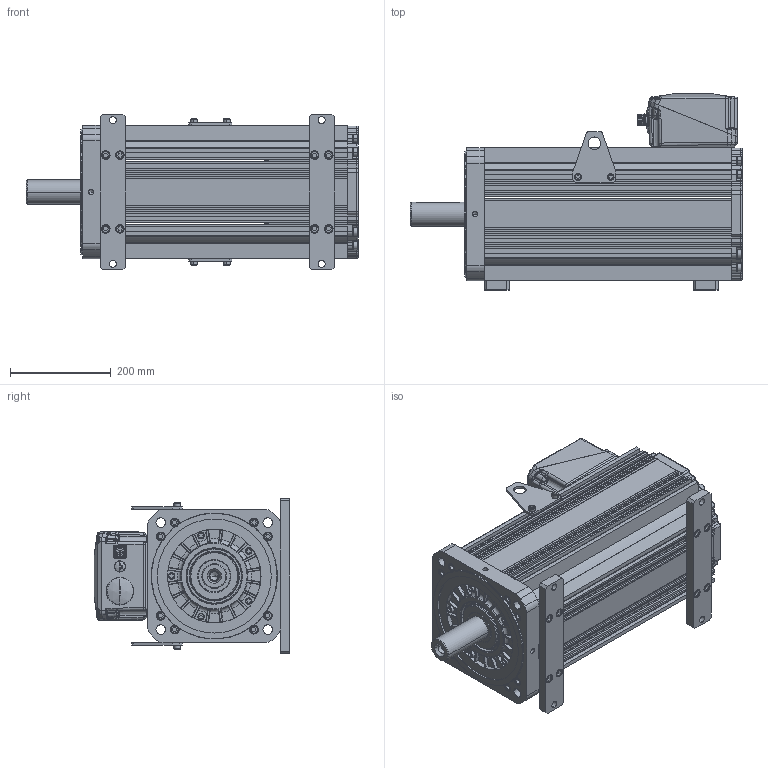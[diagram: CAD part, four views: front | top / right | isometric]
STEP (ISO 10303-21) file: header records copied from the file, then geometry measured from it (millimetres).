
FILE_DESCRIPTION((''),'2;1');
FILE_NAME('51554N-1_SW0001','2016-06-04T',('songwenquan'),(''),'PRO/ENGINEER BY PARAMETRIC TECHNOLOGY CORPORATION, 2010430','PRO/ENGINEER BY PARAMETRIC TECHNOLOGY CORPORATION, 2010430','');
FILE_SCHEMA(('CONFIG_CONTROL_DESIGN'));
Products named in the file (1): 51554N-1_SW0001
Bounding box: 658.02 x 388.3 x 309 mm (x, y, z)
Surface area: 1394853.1 mm2 (no closed solid volume)
Topology: 0 solids, 132 shells, 2021 faces, 6495 edges, 4484 vertices
Faces by surface type: plane 911, cylinder 515, bspline 267, torus 180, cone 129, sphere 19
Entity records: 99080 total; most frequent: CARTESIAN_POINT 44025, DIRECTION 11294, ORIENTED_EDGE 10597, EDGE_CURVE 6485, VERTEX_POINT 4484, AXIS2_PLACEMENT_3D 4030, VECTOR 3234, LINE 3234
